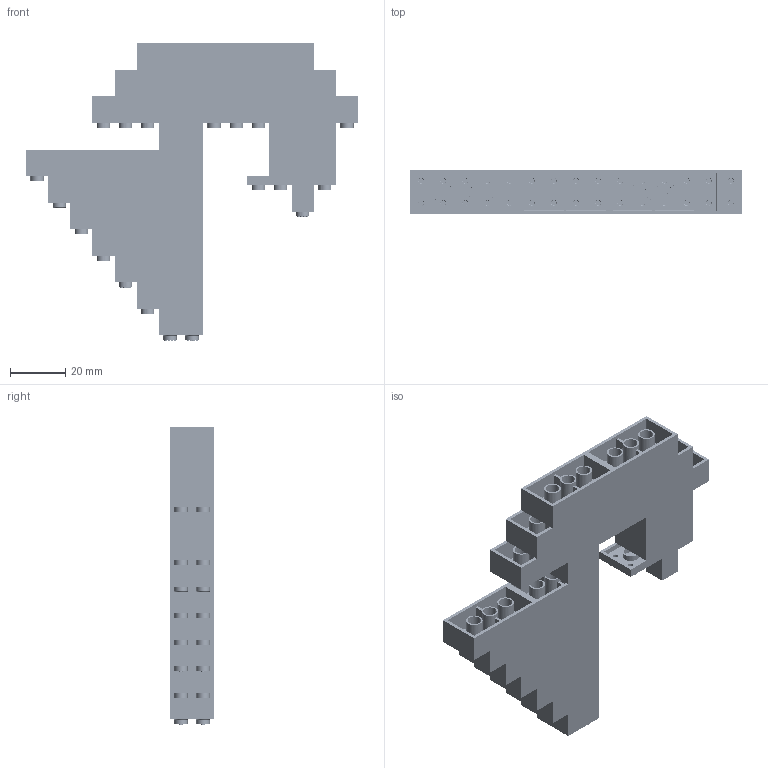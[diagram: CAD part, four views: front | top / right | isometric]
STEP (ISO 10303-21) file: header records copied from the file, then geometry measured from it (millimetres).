
FILE_DESCRIPTION(/* description */ ('STEP AP242','CAx-IF Rec.Pracs.---Representation and Presentation of Product Manufacturing Information (PMI)---4.0---2014-10-13','CAx-IF Rec.Pracs.---3D Tessellated Geometry---0.4---2014-09-14','2;1'),/* implementation_level */ '2;1');
FILE_NAME(/* name */ '66988350e79bf96ea38c748b',/* time_stamp */ '2024-07-18T02:52:02Z',/* author */ (''),/* organization */ (''),/* preprocessor_version */ 'ST-DEVELOPER v20',/* originating_system */ ' ',/* authorisation */ ' ');
FILE_SCHEMA (('AP242_MANAGED_MODEL_BASED_3D_ENGINEERING_MIM_LF { 1 0 10303 442 1 1 4 }'));
Products named in the file (7): Assembly 1; Part 1
Assembly tree (27 placements, depth 2):
  Assembly 1
    Part 1  x6
    Part 1  x12
    Part 1  x4
    Part 1  x3
    Part 1
    Part 1
Bounding box: 120 x 16 x 107.5 mm (x, y, z)
Volume: 40906.1 mm3; surface area: 75208.5 mm2
Topology: 27 solids, 27 shells, 12346 faces, 32795 edges, 21591 vertices
Faces by surface type: bspline 5580, plane 5362, cylinder 676, torus 620, sphere 108
Full cylindrical faces by diameter (mm): 2 x159, 4.8 x206, 6 x51
Entity records: 73653 total; most frequent: CARTESIAN_POINT 23729, ORIENTED_EDGE 11788, DIRECTION 6826, EDGE_CURVE 5894, VERTEX_POINT 3994, LINE 3412, VECTOR 3412, EDGE_LOOP 2746
